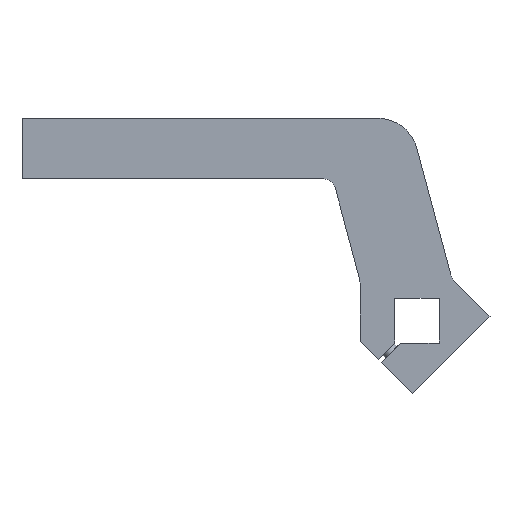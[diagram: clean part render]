
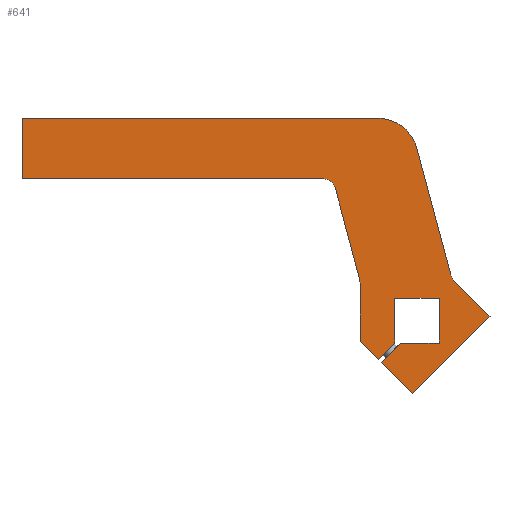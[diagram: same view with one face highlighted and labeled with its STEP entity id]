
A CAD part, left-side view. The second image highlights one B-rep face of the part: STEP entity #641.
In plain terms, the highlighted planar face has unit normal (-1, 0, 0).
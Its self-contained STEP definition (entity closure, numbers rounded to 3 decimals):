
#39=PLANE('',#710);
#61=FACE_OUTER_BOUND('',#102,.T.);
#102=EDGE_LOOP('',(#480,#481,#482,#483,#484,#485,#486,#487,#488,#489,#490,
#491,#492,#493,#494,#495,#496,#497,#498,#499));
#139=LINE('',#941,#201);
#144=LINE('',#956,#206);
#150=LINE('',#989,#212);
#154=LINE('',#1001,#216);
#155=LINE('',#1004,#217);
#156=LINE('',#1005,#218);
#157=LINE('',#1007,#219);
#158=LINE('',#1009,#220);
#159=LINE('',#1011,#221);
#160=LINE('',#1013,#222);
#161=LINE('',#1015,#223);
#162=LINE('',#1017,#224);
#163=LINE('',#1019,#225);
#164=LINE('',#1021,#226);
#165=LINE('',#1023,#227);
#166=LINE('',#1024,#228);
#201=VECTOR('',#757,10.);
#206=VECTOR('',#770,10.);
#212=VECTOR('',#802,10.);
#216=VECTOR('',#814,10.);
#217=VECTOR('',#817,10.);
#218=VECTOR('',#818,10.);
#219=VECTOR('',#819,10.);
#220=VECTOR('',#820,10.);
#221=VECTOR('',#821,10.);
#222=VECTOR('',#822,10.);
#223=VECTOR('',#823,10.);
#224=VECTOR('',#824,10.);
#225=VECTOR('',#825,10.);
#226=VECTOR('',#826,10.);
#227=VECTOR('',#827,10.);
#228=VECTOR('',#828,10.);
#261=CIRCLE('',#686,6.);
#263=CIRCLE('',#690,6.);
#274=CIRCLE('',#703,20.);
#276=CIRCLE('',#707,20.);
#289=VERTEX_POINT('',#931);
#290=VERTEX_POINT('',#932);
#293=VERTEX_POINT('',#940);
#295=VERTEX_POINT('',#946);
#296=VERTEX_POINT('',#947);
#299=VERTEX_POINT('',#955);
#310=VERTEX_POINT('',#979);
#311=VERTEX_POINT('',#980);
#314=VERTEX_POINT('',#991);
#315=VERTEX_POINT('',#992);
#318=VERTEX_POINT('',#1003);
#319=VERTEX_POINT('',#1006);
#320=VERTEX_POINT('',#1008);
#321=VERTEX_POINT('',#1010);
#322=VERTEX_POINT('',#1012);
#323=VERTEX_POINT('',#1014);
#324=VERTEX_POINT('',#1016);
#325=VERTEX_POINT('',#1018);
#326=VERTEX_POINT('',#1020);
#327=VERTEX_POINT('',#1022);
#349=EDGE_CURVE('',#289,#290,#261,.T.);
#353=EDGE_CURVE('',#293,#290,#139,.T.);
#356=EDGE_CURVE('',#295,#296,#263,.T.);
#360=EDGE_CURVE('',#299,#296,#144,.T.);
#372=EDGE_CURVE('',#310,#311,#274,.T.);
#377=EDGE_CURVE('',#295,#311,#150,.T.);
#378=EDGE_CURVE('',#314,#315,#276,.T.);
#383=EDGE_CURVE('',#289,#315,#154,.T.);
#384=EDGE_CURVE('',#314,#318,#155,.T.);
#385=EDGE_CURVE('',#318,#299,#156,.T.);
#386=EDGE_CURVE('',#310,#319,#157,.T.);
#387=EDGE_CURVE('',#319,#320,#158,.T.);
#388=EDGE_CURVE('',#320,#321,#159,.T.);
#389=EDGE_CURVE('',#321,#322,#160,.T.);
#390=EDGE_CURVE('',#322,#323,#161,.T.);
#391=EDGE_CURVE('',#323,#324,#162,.T.);
#392=EDGE_CURVE('',#324,#325,#163,.T.);
#393=EDGE_CURVE('',#325,#326,#164,.T.);
#394=EDGE_CURVE('',#326,#327,#165,.T.);
#395=EDGE_CURVE('',#327,#293,#166,.T.);
#480=ORIENTED_EDGE('',*,*,#378,.F.);
#481=ORIENTED_EDGE('',*,*,#384,.T.);
#482=ORIENTED_EDGE('',*,*,#385,.T.);
#483=ORIENTED_EDGE('',*,*,#360,.T.);
#484=ORIENTED_EDGE('',*,*,#356,.F.);
#485=ORIENTED_EDGE('',*,*,#377,.T.);
#486=ORIENTED_EDGE('',*,*,#372,.F.);
#487=ORIENTED_EDGE('',*,*,#386,.T.);
#488=ORIENTED_EDGE('',*,*,#387,.T.);
#489=ORIENTED_EDGE('',*,*,#388,.T.);
#490=ORIENTED_EDGE('',*,*,#389,.T.);
#491=ORIENTED_EDGE('',*,*,#390,.T.);
#492=ORIENTED_EDGE('',*,*,#391,.T.);
#493=ORIENTED_EDGE('',*,*,#392,.T.);
#494=ORIENTED_EDGE('',*,*,#393,.T.);
#495=ORIENTED_EDGE('',*,*,#394,.T.);
#496=ORIENTED_EDGE('',*,*,#395,.T.);
#497=ORIENTED_EDGE('',*,*,#353,.T.);
#498=ORIENTED_EDGE('',*,*,#349,.F.);
#499=ORIENTED_EDGE('',*,*,#383,.T.);
#641=ADVANCED_FACE('',(#61),#39,.T.);
#686=AXIS2_PLACEMENT_3D('',#933,#749,#750);
#690=AXIS2_PLACEMENT_3D('',#948,#762,#763);
#703=AXIS2_PLACEMENT_3D('',#981,#793,#794);
#707=AXIS2_PLACEMENT_3D('',#993,#805,#806);
#710=AXIS2_PLACEMENT_3D('',#1002,#815,#816);
#749=DIRECTION('center_axis',(-1.,0.,0.));
#750=DIRECTION('ref_axis',(0.,0.866,-0.5));
#757=DIRECTION('',(0.,0.707,0.707));
#762=DIRECTION('center_axis',(-1.,0.,0.));
#763=DIRECTION('ref_axis',(0.,-0.609,0.793));
#770=DIRECTION('',(0.,-1.,0.));
#793=DIRECTION('center_axis',(-1.,0.,0.));
#794=DIRECTION('ref_axis',(0.,-0.991,0.131));
#802=DIRECTION('',(0.,-0.259,-0.966));
#805=DIRECTION('center_axis',(1.,0.,0.));
#806=DIRECTION('ref_axis',(0.,-0.609,0.793));
#814=DIRECTION('',(0.,0.259,0.966));
#815=DIRECTION('center_axis',(-1.,0.,0.));
#816=DIRECTION('ref_axis',(0.,0.,1.));
#817=DIRECTION('',(0.,1.,0.));
#818=DIRECTION('',(0.,0.,-1.));
#819=DIRECTION('',(0.,0.,-1.));
#820=DIRECTION('',(0.,-0.707,-0.707));
#821=DIRECTION('',(0.,-0.707,0.707));
#822=DIRECTION('',(0.,0.,1.));
#823=DIRECTION('',(0.,-1.,0.));
#824=DIRECTION('',(0.,0.,-1.));
#825=DIRECTION('',(0.,1.,0.));
#826=DIRECTION('',(0.,0.707,-0.707));
#827=DIRECTION('',(0.,-0.707,-0.707));
#828=DIRECTION('',(0.,-0.707,0.707));
#931=CARTESIAN_POINT('',(-12.5,-16.72,22.6));
#932=CARTESIAN_POINT('',(-12.5,-18.273,19.91));
#933=CARTESIAN_POINT('Origin',(-12.5,-22.516,24.153));
#940=CARTESIAN_POINT('',(-12.5,-36.062,2.121));
#941=CARTESIAN_POINT('',(-12.5,-19.092,19.092));
#946=CARTESIAN_POINT('',(-12.5,40.341,65.553));
#947=CARTESIAN_POINT('',(-12.5,46.136,70.));
#948=CARTESIAN_POINT('Origin',(-12.5,46.136,64.));
#955=CARTESIAN_POINT('',(-12.5,195.,70.));
#956=CARTESIAN_POINT('',(-12.5,41.533,70.));
#979=CARTESIAN_POINT('',(-12.5,28.,16.863));
#980=CARTESIAN_POINT('',(-12.5,28.681,22.039));
#981=CARTESIAN_POINT('Origin',(-12.5,48.,16.863));
#989=CARTESIAN_POINT('',(-12.5,28.,19.496));
#991=CARTESIAN_POINT('',(-12.5,19.365,100.));
#992=CARTESIAN_POINT('',(-12.5,0.047,85.176));
#993=CARTESIAN_POINT('Origin',(-12.5,19.365,80.));
#1001=CARTESIAN_POINT('',(-12.5,4.019,100.));
#1002=CARTESIAN_POINT('Origin',(-12.5,73.51,64.36));
#1003=CARTESIAN_POINT('',(-12.5,195.,100.));
#1004=CARTESIAN_POINT('',(-12.5,195.,100.));
#1005=CARTESIAN_POINT('',(-12.5,195.,70.));
#1006=CARTESIAN_POINT('',(-12.5,28.,-10.184));
#1007=CARTESIAN_POINT('',(-12.5,28.,-10.184));
#1008=CARTESIAN_POINT('',(-12.5,19.092,-19.092));
#1009=CARTESIAN_POINT('',(-12.5,19.092,-19.092));
#1010=CARTESIAN_POINT('',(-12.5,11.,-11.));
#1011=CARTESIAN_POINT('',(-12.5,19.965,-19.965));
#1012=CARTESIAN_POINT('',(-12.5,11.,11.));
#1013=CARTESIAN_POINT('',(-12.5,11.,11.));
#1014=CARTESIAN_POINT('',(-12.5,-11.,11.));
#1015=CARTESIAN_POINT('',(-12.5,-11.,11.));
#1016=CARTESIAN_POINT('',(-12.5,-11.,-11.));
#1017=CARTESIAN_POINT('',(-12.5,-11.,37.68));
#1018=CARTESIAN_POINT('',(-12.5,8.172,-11.));
#1019=CARTESIAN_POINT('',(-12.5,31.255,-11.));
#1020=CARTESIAN_POINT('',(-12.5,17.678,-20.506));
#1021=CARTESIAN_POINT('',(-12.5,5.666,-8.495));
#1022=CARTESIAN_POINT('',(-12.5,2.121,-36.062));
#1023=CARTESIAN_POINT('',(-12.5,19.092,-19.092));
#1024=CARTESIAN_POINT('',(-12.5,-36.062,2.121));
